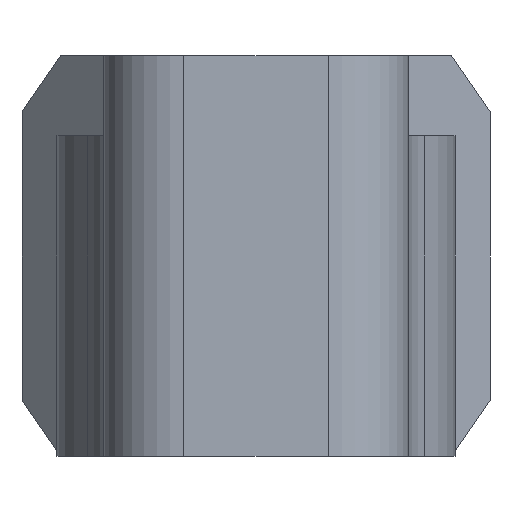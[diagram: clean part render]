
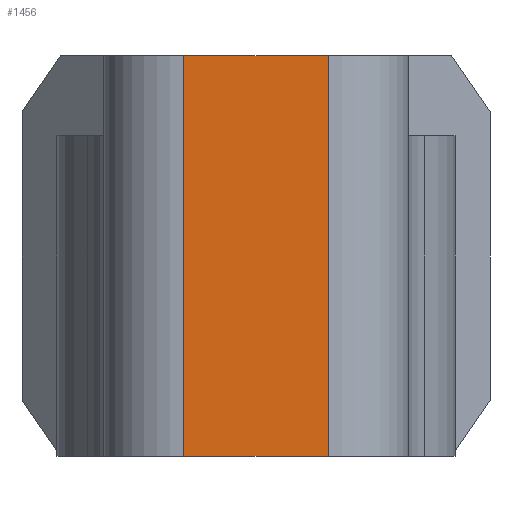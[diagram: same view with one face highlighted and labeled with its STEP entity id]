
A CAD part, front view. The second image highlights one B-rep face of the part: STEP entity #1456.
In plain terms, the highlighted planar face has unit normal (0, -1, 0).
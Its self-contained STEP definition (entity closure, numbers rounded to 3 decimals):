
#4 = PLANE ( 'NONE',  #446 ) ;
#46 = CARTESIAN_POINT ( 'NONE',  ( -0.9, 0., -2.5 ) ) ;
#63 = DIRECTION ( 'NONE',  ( -1., 0., 0. ) ) ;
#378 = VERTEX_POINT ( 'NONE', #1009 ) ;
#381 = ORIENTED_EDGE ( 'NONE', *, *, #450, .F. ) ;
#446 = AXIS2_PLACEMENT_3D ( 'NONE', #611, #1332, #1178 ) ;
#450 = EDGE_CURVE ( 'NONE', #378, #675, #578, .T. ) ;
#497 = VECTOR ( 'NONE', #1171, 1000. ) ;
#523 = DIRECTION ( 'NONE',  ( 0., 0., -1. ) ) ;
#578 = LINE ( 'NONE', #1523, #707 ) ;
#611 = CARTESIAN_POINT ( 'NONE',  ( 0., 0., 2.5 ) ) ;
#675 = VERTEX_POINT ( 'NONE', #1605 ) ;
#680 = FACE_OUTER_BOUND ( 'NONE', #1765, .T. ) ;
#707 = VECTOR ( 'NONE', #523, 1000. ) ;
#783 = LINE ( 'NONE', #1744, #497 ) ;
#853 = CARTESIAN_POINT ( 'NONE',  ( -0.9, 0., 2.5 ) ) ;
#860 = LINE ( 'NONE', #948, #1563 ) ;
#905 = EDGE_CURVE ( 'NONE', #1688, #1119, #1264, .T. ) ;
#948 = CARTESIAN_POINT ( 'NONE',  ( 0., 0., 2.5 ) ) ;
#988 = ORIENTED_EDGE ( 'NONE', *, *, #1699, .T. ) ;
#1009 = CARTESIAN_POINT ( 'NONE',  ( 0.9, 0., 2.5 ) ) ;
#1083 = CARTESIAN_POINT ( 'NONE',  ( -0.9, 0., 2.5 ) ) ;
#1119 = VERTEX_POINT ( 'NONE', #46 ) ;
#1149 = DIRECTION ( 'NONE',  ( 0., 0., -1. ) ) ;
#1171 = DIRECTION ( 'NONE',  ( -1., 0., 0. ) ) ;
#1176 = VECTOR ( 'NONE', #1149, 1000. ) ;
#1178 = DIRECTION ( 'NONE',  ( 0., 0., -1. ) ) ;
#1264 = LINE ( 'NONE', #853, #1176 ) ;
#1332 = DIRECTION ( 'NONE',  ( 0., -1., 0. ) ) ;
#1456 = ADVANCED_FACE ( 'NONE', ( #680 ), #4, .T. ) ;
#1469 = EDGE_CURVE ( 'NONE', #675, #1119, #783, .T. ) ;
#1523 = CARTESIAN_POINT ( 'NONE',  ( 0.9, 0., 2.5 ) ) ;
#1563 = VECTOR ( 'NONE', #63, 1000. ) ;
#1597 = ORIENTED_EDGE ( 'NONE', *, *, #905, .T. ) ;
#1605 = CARTESIAN_POINT ( 'NONE',  ( 0.9, 0., -2.5 ) ) ;
#1688 = VERTEX_POINT ( 'NONE', #1083 ) ;
#1699 = EDGE_CURVE ( 'NONE', #378, #1688, #860, .T. ) ;
#1744 = CARTESIAN_POINT ( 'NONE',  ( 0., 0., -2.5 ) ) ;
#1765 = EDGE_LOOP ( 'NONE', ( #1597, #1822, #381, #988 ) ) ;
#1822 = ORIENTED_EDGE ( 'NONE', *, *, #1469, .F. ) ;
